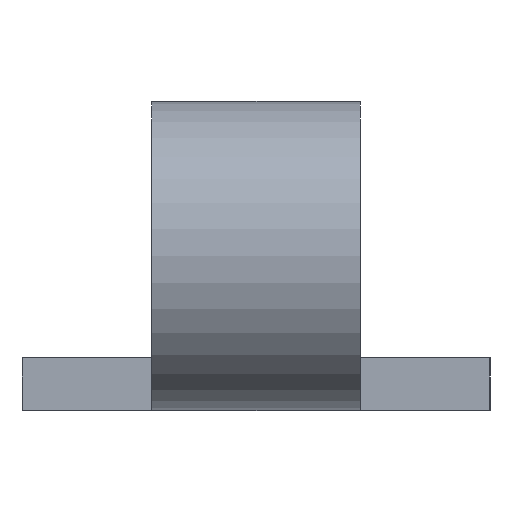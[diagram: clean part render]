
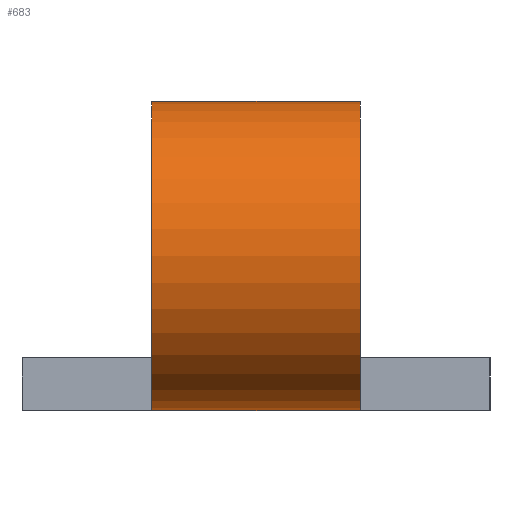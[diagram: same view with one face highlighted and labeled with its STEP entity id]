
A CAD part, left-side view. The second image highlights one B-rep face of the part: STEP entity #683.
In plain terms, the highlighted cylindrical face has radius 5.55 mm (diameter 11.1 mm), a partial arc.
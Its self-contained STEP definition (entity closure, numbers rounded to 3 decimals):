
#7 = CARTESIAN_POINT ( 'NONE',  ( -16.25, 3.75, 0. ) ) ;
#66 = DIRECTION ( 'NONE',  ( 0., -1., 0. ) ) ;
#128 = CARTESIAN_POINT ( 'NONE',  ( -16.25, 3.75, 0. ) ) ;
#162 = CARTESIAN_POINT ( 'NONE',  ( -13.475, 3.75, 10.356 ) ) ;
#173 = LINE ( 'NONE', #162, #413 ) ;
#181 = EDGE_CURVE ( 'NONE', #442, #507, #531, .T. ) ;
#183 = VECTOR ( 'NONE', #66, 1000. ) ;
#195 = CARTESIAN_POINT ( 'NONE',  ( -16.25, -3.75, 5.55 ) ) ;
#198 = AXIS2_PLACEMENT_3D ( 'NONE', #195, #657, #668 ) ;
#217 = DIRECTION ( 'NONE',  ( 0., -1., 0. ) ) ;
#218 = VERTEX_POINT ( 'NONE', #128 ) ;
#234 = DIRECTION ( 'NONE',  ( 0., 0., 1. ) ) ;
#272 = EDGE_LOOP ( 'NONE', ( #493, #502, #373, #426 ) ) ;
#335 = CYLINDRICAL_SURFACE ( 'NONE', #762, 5.55 ) ;
#373 = ORIENTED_EDGE ( 'NONE', *, *, #533, .F. ) ;
#398 = DIRECTION ( 'NONE',  ( 0., 0., -1. ) ) ;
#413 = VECTOR ( 'NONE', #217, 1000. ) ;
#426 = ORIENTED_EDGE ( 'NONE', *, *, #489, .T. ) ;
#442 = VERTEX_POINT ( 'NONE', #471 ) ;
#459 = DIRECTION ( 'NONE',  ( 0., -1., 0. ) ) ;
#471 = CARTESIAN_POINT ( 'NONE',  ( -16.25, -3.75, 0. ) ) ;
#481 = CARTESIAN_POINT ( 'NONE',  ( -13.475, -3.75, 10.356 ) ) ;
#486 = CARTESIAN_POINT ( 'NONE',  ( -16.25, 3.75, 5.55 ) ) ;
#489 = EDGE_CURVE ( 'NONE', #218, #442, #542, .T. ) ;
#493 = ORIENTED_EDGE ( 'NONE', *, *, #181, .T. ) ;
#502 = ORIENTED_EDGE ( 'NONE', *, *, #754, .F. ) ;
#507 = VERTEX_POINT ( 'NONE', #481 ) ;
#531 = CIRCLE ( 'NONE', #198, 5.55 ) ;
#533 = EDGE_CURVE ( 'NONE', #218, #689, #747, .T. ) ;
#542 = LINE ( 'NONE', #7, #183 ) ;
#611 = AXIS2_PLACEMENT_3D ( 'NONE', #486, #727, #234 ) ;
#657 = DIRECTION ( 'NONE',  ( 0., 1., 0. ) ) ;
#668 = DIRECTION ( 'NONE',  ( 0., 0., 1. ) ) ;
#683 = ADVANCED_FACE ( 'NONE', ( #703 ), #335, .T. ) ;
#689 = VERTEX_POINT ( 'NONE', #760 ) ;
#700 = CARTESIAN_POINT ( 'NONE',  ( -16.25, 3.75, 5.55 ) ) ;
#703 = FACE_OUTER_BOUND ( 'NONE', #272, .T. ) ;
#727 = DIRECTION ( 'NONE',  ( 0., 1., 0. ) ) ;
#747 = CIRCLE ( 'NONE', #611, 5.55 ) ;
#754 = EDGE_CURVE ( 'NONE', #689, #507, #173, .T. ) ;
#760 = CARTESIAN_POINT ( 'NONE',  ( -13.475, 3.75, 10.356 ) ) ;
#762 = AXIS2_PLACEMENT_3D ( 'NONE', #700, #459, #398 ) ;
